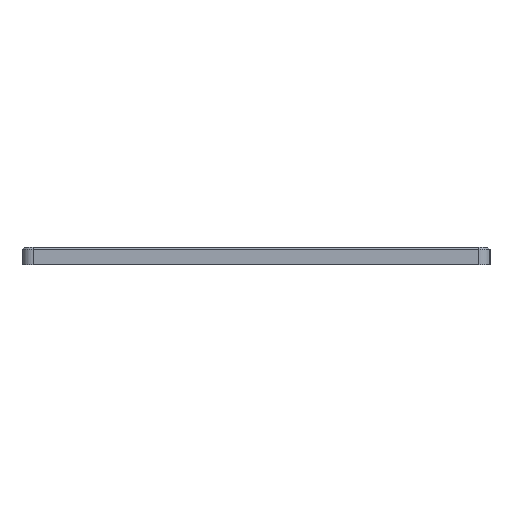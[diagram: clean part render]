
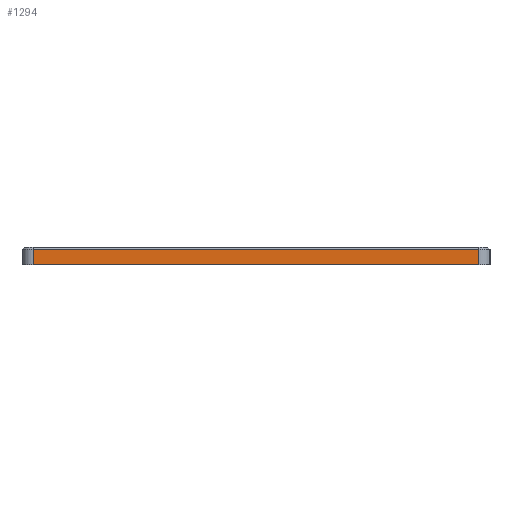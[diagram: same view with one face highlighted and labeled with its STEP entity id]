
A CAD part, left-side view. The second image highlights one B-rep face of the part: STEP entity #1294.
In plain terms, the highlighted planar face has unit normal (-1, 0, 0).
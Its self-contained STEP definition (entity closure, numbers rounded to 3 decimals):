
#431 = VERTEX_POINT('',#432);
#432 = CARTESIAN_POINT('',(-200.,-123.551,7.));
#480 = VERTEX_POINT('',#481);
#481 = CARTESIAN_POINT('',(-200.,76.449,7.));
#487 = EDGE_CURVE('',#431,#480,#488,.T.);
#488 = LINE('',#489,#490);
#489 = CARTESIAN_POINT('',(-200.,-123.551,7.));
#490 = VECTOR('',#491,1.);
#491 = DIRECTION('',(0.,1.,0.));
#1249 = EDGE_CURVE('',#1250,#431,#1252,.T.);
#1250 = VERTEX_POINT('',#1251);
#1251 = CARTESIAN_POINT('',(-200.,-123.551,0.));
#1252 = LINE('',#1253,#1254);
#1253 = CARTESIAN_POINT('',(-200.,-123.551,0.));
#1254 = VECTOR('',#1255,1.);
#1255 = DIRECTION('',(0.,0.,1.));
#1294 = ADVANCED_FACE('',(#1295),#1313,.T.);
#1295 = FACE_BOUND('',#1296,.T.);
#1296 = EDGE_LOOP('',(#1297,#1298,#1299,#1307));
#1297 = ORIENTED_EDGE('',*,*,#1249,.T.);
#1298 = ORIENTED_EDGE('',*,*,#487,.T.);
#1299 = ORIENTED_EDGE('',*,*,#1300,.F.);
#1300 = EDGE_CURVE('',#1301,#480,#1303,.T.);
#1301 = VERTEX_POINT('',#1302);
#1302 = CARTESIAN_POINT('',(-200.,76.449,0.));
#1303 = LINE('',#1304,#1305);
#1304 = CARTESIAN_POINT('',(-200.,76.449,0.));
#1305 = VECTOR('',#1306,1.);
#1306 = DIRECTION('',(0.,0.,1.));
#1307 = ORIENTED_EDGE('',*,*,#1308,.F.);
#1308 = EDGE_CURVE('',#1250,#1301,#1309,.T.);
#1309 = LINE('',#1310,#1311);
#1310 = CARTESIAN_POINT('',(-200.,-123.551,0.));
#1311 = VECTOR('',#1312,1.);
#1312 = DIRECTION('',(0.,1.,0.));
#1313 = PLANE('',#1314);
#1314 = AXIS2_PLACEMENT_3D('',#1315,#1316,#1317);
#1315 = CARTESIAN_POINT('',(-200.,-123.551,0.));
#1316 = DIRECTION('',(-1.,0.,0.));
#1317 = DIRECTION('',(0.,1.,0.));
